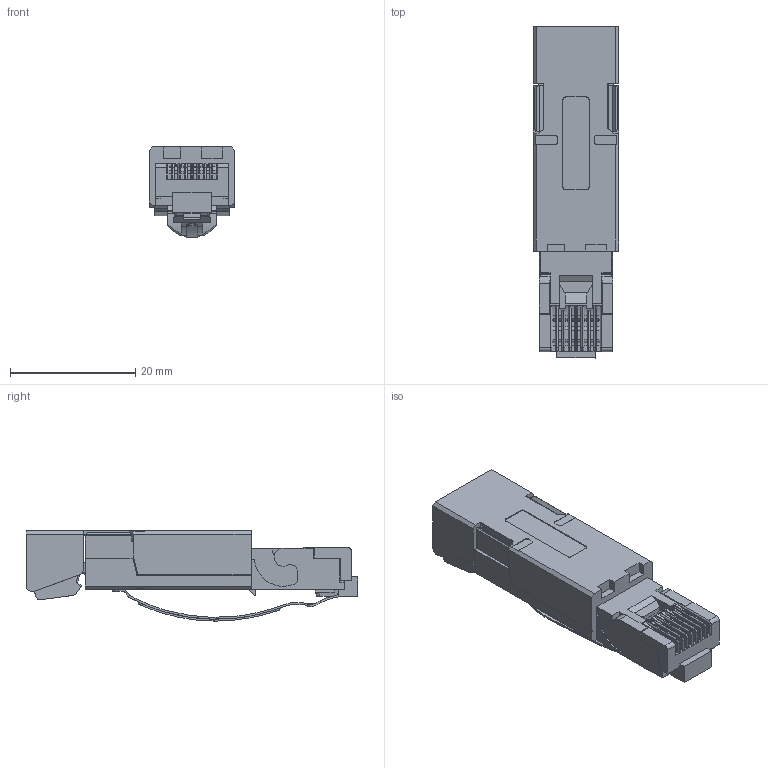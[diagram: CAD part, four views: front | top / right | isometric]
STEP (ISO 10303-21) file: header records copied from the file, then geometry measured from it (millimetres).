
FILE_DESCRIPTION (( 'STEP AP203' ), '1' );
FILE_NAME ('7000-74075-0000000.step', '2021-12-20T18:01:45', ( '' ), ( '' ), 'SwSTEP 2.0', 'SolidWorks 2021', '' );
FILE_SCHEMA (( 'CONFIG_CONTROL_DESIGN' ));
Length unit declared in the file: inch
Products named in the file (1): 7000-74075-0000000
Bounding box: 13.65 x 52.9 x 14.37 mm (x, y, z)
Volume: 5040.4 mm3; surface area: 3801.3 mm2
Topology: 1 solids, 1 shells, 583 faces, 1688 edges, 1105 vertices
Faces by surface type: plane 370, cylinder 179, bspline 34
Entity records: 22117 total; most frequent: CARTESIAN_POINT 6800, ORIENTED_EDGE 3376, DIRECTION 2988, EDGE_CURVE 1688, VECTOR 1250, LINE 1250, VERTEX_POINT 1105, AXIS2_PLACEMENT_3D 869
